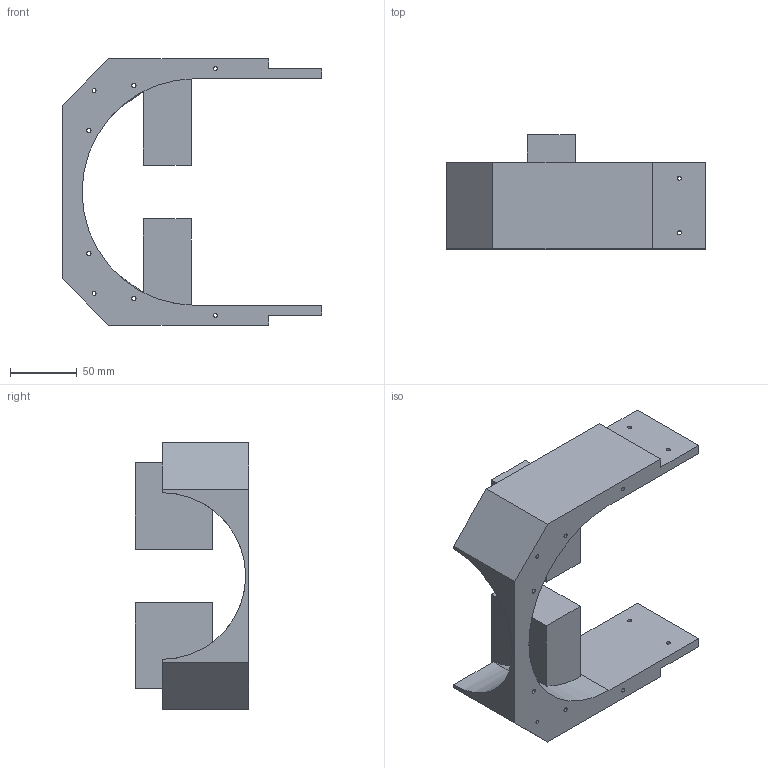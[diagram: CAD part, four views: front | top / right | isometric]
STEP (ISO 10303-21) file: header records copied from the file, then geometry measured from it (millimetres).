
FILE_DESCRIPTION(/* description */ (''),/* implementation_level */ '2;1');
FILE_NAME(/* name */ 'Chest-LeftTop.stp',/* time_stamp */ '2025-10-24T01:36:19-05:00',/* author */ ('aul12'),/* organization */ (''),/* preprocessor_version */ 'ST-DEVELOPER v19.2',/* originating_system */ 'Autodesk Inventor 2024',/* authorisation */ '');
FILE_SCHEMA (('AUTOMOTIVE_DESIGN { 1 0 10303 214 3 1 1 }'));
Length unit declared in the file: millimetre
Products named in the file (1): Chest
Bounding box: 195 x 85.5 x 200 mm (x, y, z)
Volume: 754406 mm3; surface area: 108263.8 mm2
Topology: 1 solids, 1 shells, 50 faces, 134 edges, 90 vertices
Faces by surface type: plane 32, cylinder 18
Full cylindrical faces by diameter (mm): 3 x8, 3.25 x4, 6.25 x4
Entity records: 1762 total; most frequent: CARTESIAN_POINT 384, DIRECTION 269, ORIENTED_EDGE 268, EDGE_CURVE 134, LINE 91, VECTOR 91, VERTEX_POINT 90, AXIS2_PLACEMENT_3D 89
